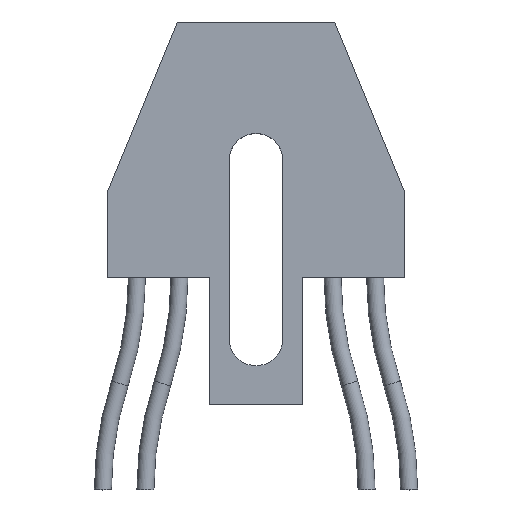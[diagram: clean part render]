
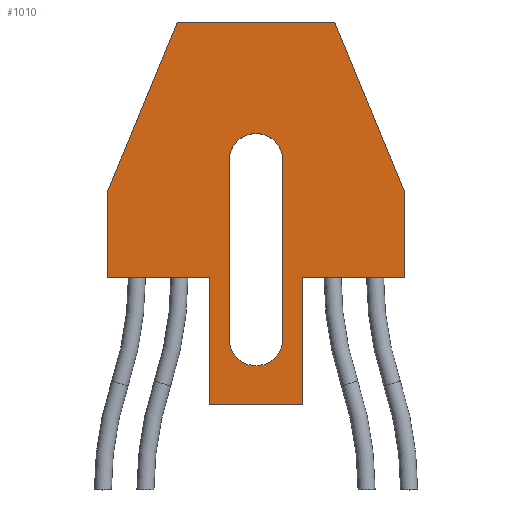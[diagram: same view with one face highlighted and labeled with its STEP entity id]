
A CAD part, top view. The second image highlights one B-rep face of the part: STEP entity #1010.
In plain terms, the highlighted planar face has unit normal (0, 0, 1).
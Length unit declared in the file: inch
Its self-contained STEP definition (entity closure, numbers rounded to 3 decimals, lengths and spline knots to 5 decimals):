
#19 = ORIENTED_EDGE ( 'NONE', *, *, #784, .T. ) ;
#41 = ORIENTED_EDGE ( 'NONE', *, *, #267, .T. ) ;
#43 = VERTEX_POINT ( 'NONE', #1267 ) ;
#55 = DIRECTION ( 'NONE',  ( 0., 0., 1. ) ) ;
#72 = VERTEX_POINT ( 'NONE', #1044 ) ;
#74 = VECTOR ( 'NONE', #1351, 39.37008 ) ;
#82 = ORIENTED_EDGE ( 'NONE', *, *, #1143, .T. ) ;
#101 = CARTESIAN_POINT ( 'NONE',  ( 0.11, -0.3, 0.1 ) ) ;
#126 = DIRECTION ( 'NONE',  ( 1., 0., 0. ) ) ;
#130 = LINE ( 'NONE', #384, #1078 ) ;
#169 = VERTEX_POINT ( 'NONE', #1342 ) ;
#177 = DIRECTION ( 'NONE',  ( 0., 1., 0. ) ) ;
#196 = CARTESIAN_POINT ( 'NONE',  ( 0., -0.145, 0.1 ) ) ;
#226 = ORIENTED_EDGE ( 'NONE', *, *, #1125, .T. ) ;
#235 = LINE ( 'NONE', #101, #74 ) ;
#241 = DIRECTION ( 'NONE',  ( 0., -1., 0. ) ) ;
#251 = VERTEX_POINT ( 'NONE', #694 ) ;
#267 = EDGE_CURVE ( 'NONE', #1252, #725, #661, .T. ) ;
#269 = DIRECTION ( 'NONE',  ( 0., 0., 1. ) ) ;
#278 = EDGE_CURVE ( 'NONE', #1218, #1252, #1203, .T. ) ;
#292 = CIRCLE ( 'NONE', #329, 0.063 ) ;
#298 = CARTESIAN_POINT ( 'NONE',  ( 0., 0.275, 0.1 ) ) ;
#304 = VECTOR ( 'NONE', #560, 39.37008 ) ;
#307 = CARTESIAN_POINT ( 'NONE',  ( -0.063, 0.275, 0.1 ) ) ;
#312 = DIRECTION ( 'NONE',  ( -0.381, -0.924, 0. ) ) ;
#315 = CARTESIAN_POINT ( 'NONE',  ( 0.063, 0.275, 0.1 ) ) ;
#323 = VECTOR ( 'NONE', #885, 39.37008 ) ;
#329 = AXIS2_PLACEMENT_3D ( 'NONE', #298, #695, #553 ) ;
#369 = DIRECTION ( 'NONE',  ( 1., 0., 0. ) ) ;
#384 = CARTESIAN_POINT ( 'NONE',  ( -0.063, 0.275, 0.1 ) ) ;
#400 = VECTOR ( 'NONE', #456, 39.37008 ) ;
#402 = VERTEX_POINT ( 'NONE', #600 ) ;
#405 = VERTEX_POINT ( 'NONE', #307 ) ;
#413 = CARTESIAN_POINT ( 'NONE',  ( 0., 0., 0.1 ) ) ;
#422 = ORIENTED_EDGE ( 'NONE', *, *, #488, .F. ) ;
#435 = CARTESIAN_POINT ( 'NONE',  ( -0.11, -0.3, 0.1 ) ) ;
#437 = CARTESIAN_POINT ( 'NONE',  ( 0.35, 0., 0.1 ) ) ;
#452 = EDGE_CURVE ( 'NONE', #169, #565, #849, .T. ) ;
#456 = DIRECTION ( 'NONE',  ( -0.381, 0.924, 0. ) ) ;
#458 = CARTESIAN_POINT ( 'NONE',  ( -0.35, 0.2, 0.1 ) ) ;
#462 = LINE ( 'NONE', #315, #1303 ) ;
#468 = EDGE_CURVE ( 'NONE', #405, #251, #130, .T. ) ;
#488 = EDGE_CURVE ( 'NONE', #72, #978, #462, .T. ) ;
#521 = CARTESIAN_POINT ( 'NONE',  ( 0.11, -0.3, 0.1 ) ) ;
#553 = DIRECTION ( 'NONE',  ( -1., 0., 0. ) ) ;
#557 = VECTOR ( 'NONE', #369, 39.37008 ) ;
#560 = DIRECTION ( 'NONE',  ( 1., 0., 0. ) ) ;
#562 = DIRECTION ( 'NONE',  ( 0., 1., 0. ) ) ;
#565 = VERTEX_POINT ( 'NONE', #437 ) ;
#582 = VECTOR ( 'NONE', #562, 39.37008 ) ;
#600 = CARTESIAN_POINT ( 'NONE',  ( -0.35, 0., 0.1 ) ) ;
#604 = CARTESIAN_POINT ( 'NONE',  ( 0.35, 0.2, 0.1 ) ) ;
#605 = LINE ( 'NONE', #458, #1011 ) ;
#633 = CARTESIAN_POINT ( 'NONE',  ( 0.185, 0.6, 0.1 ) ) ;
#634 = CARTESIAN_POINT ( 'NONE',  ( -0.185, 0.6, 0.1 ) ) ;
#659 = ORIENTED_EDGE ( 'NONE', *, *, #775, .T. ) ;
#661 = LINE ( 'NONE', #521, #557 ) ;
#671 = EDGE_CURVE ( 'NONE', #43, #402, #1127, .T. ) ;
#677 = EDGE_CURVE ( 'NONE', #978, #405, #292, .T. ) ;
#694 = CARTESIAN_POINT ( 'NONE',  ( -0.063, -0.145, 0.1 ) ) ;
#695 = DIRECTION ( 'NONE',  ( 0., 0., 1. ) ) ;
#699 = PLANE ( 'NONE',  #1295 ) ;
#706 = CARTESIAN_POINT ( 'NONE',  ( 0.11, 0., 0.1 ) ) ;
#708 = VERTEX_POINT ( 'NONE', #633 ) ;
#709 = CARTESIAN_POINT ( 'NONE',  ( 0.35, 0., 0.1 ) ) ;
#712 = DIRECTION ( 'NONE',  ( 1., 0., 0. ) ) ;
#725 = VERTEX_POINT ( 'NONE', #1321 ) ;
#727 = EDGE_LOOP ( 'NONE', ( #1106, #41, #935, #907, #82, #1150, #226, #659, #1395, #19 ) ) ;
#746 = LINE ( 'NONE', #604, #400 ) ;
#763 = VECTOR ( 'NONE', #838, 39.37008 ) ;
#766 = DIRECTION ( 'NONE',  ( 0., -1., 0. ) ) ;
#775 = EDGE_CURVE ( 'NONE', #1317, #43, #605, .T. ) ;
#784 = EDGE_CURVE ( 'NONE', #402, #1218, #997, .T. ) ;
#793 = EDGE_LOOP ( 'NONE', ( #835, #1142, #422, #964 ) ) ;
#833 = VECTOR ( 'NONE', #712, 39.37008 ) ;
#835 = ORIENTED_EDGE ( 'NONE', *, *, #468, .F. ) ;
#838 = DIRECTION ( 'NONE',  ( 0., -1., 0. ) ) ;
#849 = LINE ( 'NONE', #706, #304 ) ;
#853 = LINE ( 'NONE', #709, #582 ) ;
#856 = CARTESIAN_POINT ( 'NONE',  ( -0.11, 0., 0.1 ) ) ;
#885 = DIRECTION ( 'NONE',  ( -1., 0., 0. ) ) ;
#907 = ORIENTED_EDGE ( 'NONE', *, *, #452, .T. ) ;
#912 = CARTESIAN_POINT ( 'NONE',  ( -0.11, -0.3, 0.1 ) ) ;
#923 = CARTESIAN_POINT ( 'NONE',  ( 0.35, 0.2, 0.1 ) ) ;
#935 = ORIENTED_EDGE ( 'NONE', *, *, #1020, .T. ) ;
#964 = ORIENTED_EDGE ( 'NONE', *, *, #974, .F. ) ;
#974 = EDGE_CURVE ( 'NONE', #251, #72, #1176, .T. ) ;
#978 = VERTEX_POINT ( 'NONE', #1015 ) ;
#982 = CARTESIAN_POINT ( 'NONE',  ( -0.35, 0., 0.1 ) ) ;
#997 = LINE ( 'NONE', #856, #833 ) ;
#1010 = ADVANCED_FACE ( 'NONE', ( #1182, #1359 ), #699, .T. ) ;
#1011 = VECTOR ( 'NONE', #312, 39.37008 ) ;
#1015 = CARTESIAN_POINT ( 'NONE',  ( 0.063, 0.275, 0.1 ) ) ;
#1020 = EDGE_CURVE ( 'NONE', #725, #169, #235, .T. ) ;
#1023 = CARTESIAN_POINT ( 'NONE',  ( -0.185, 0.6, 0.1 ) ) ;
#1044 = CARTESIAN_POINT ( 'NONE',  ( 0.063, -0.145, 0.1 ) ) ;
#1078 = VECTOR ( 'NONE', #241, 39.37008 ) ;
#1102 = AXIS2_PLACEMENT_3D ( 'NONE', #196, #55, #1310 ) ;
#1103 = VERTEX_POINT ( 'NONE', #923 ) ;
#1106 = ORIENTED_EDGE ( 'NONE', *, *, #278, .T. ) ;
#1125 = EDGE_CURVE ( 'NONE', #708, #1317, #1180, .T. ) ;
#1127 = LINE ( 'NONE', #982, #763 ) ;
#1128 = EDGE_CURVE ( 'NONE', #1103, #708, #746, .T. ) ;
#1142 = ORIENTED_EDGE ( 'NONE', *, *, #677, .F. ) ;
#1143 = EDGE_CURVE ( 'NONE', #565, #1103, #853, .T. ) ;
#1150 = ORIENTED_EDGE ( 'NONE', *, *, #1128, .T. ) ;
#1176 = CIRCLE ( 'NONE', #1102, 0.063 ) ;
#1180 = LINE ( 'NONE', #1023, #323 ) ;
#1182 = FACE_OUTER_BOUND ( 'NONE', #727, .T. ) ;
#1203 = LINE ( 'NONE', #912, #1314 ) ;
#1218 = VERTEX_POINT ( 'NONE', #1219 ) ;
#1219 = CARTESIAN_POINT ( 'NONE',  ( -0.11, 0., 0.1 ) ) ;
#1252 = VERTEX_POINT ( 'NONE', #435 ) ;
#1267 = CARTESIAN_POINT ( 'NONE',  ( -0.35, 0.2, 0.1 ) ) ;
#1295 = AXIS2_PLACEMENT_3D ( 'NONE', #413, #269, #126 ) ;
#1303 = VECTOR ( 'NONE', #177, 39.37008 ) ;
#1310 = DIRECTION ( 'NONE',  ( 1., 0., 0. ) ) ;
#1314 = VECTOR ( 'NONE', #766, 39.37008 ) ;
#1317 = VERTEX_POINT ( 'NONE', #634 ) ;
#1321 = CARTESIAN_POINT ( 'NONE',  ( 0.11, -0.3, 0.1 ) ) ;
#1342 = CARTESIAN_POINT ( 'NONE',  ( 0.11, 0., 0.1 ) ) ;
#1351 = DIRECTION ( 'NONE',  ( 0., 1., 0. ) ) ;
#1359 = FACE_BOUND ( 'NONE', #793, .T. ) ;
#1395 = ORIENTED_EDGE ( 'NONE', *, *, #671, .T. ) ;
